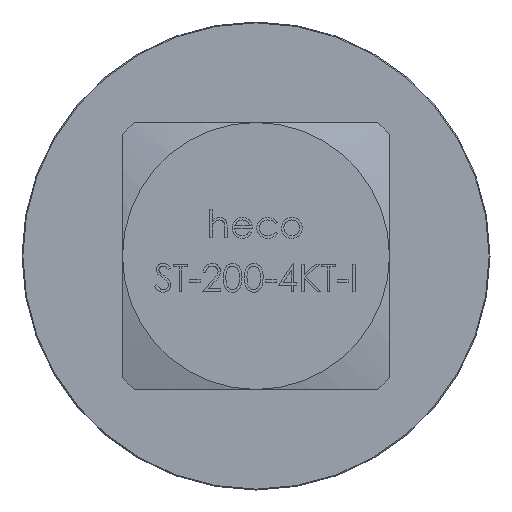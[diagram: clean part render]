
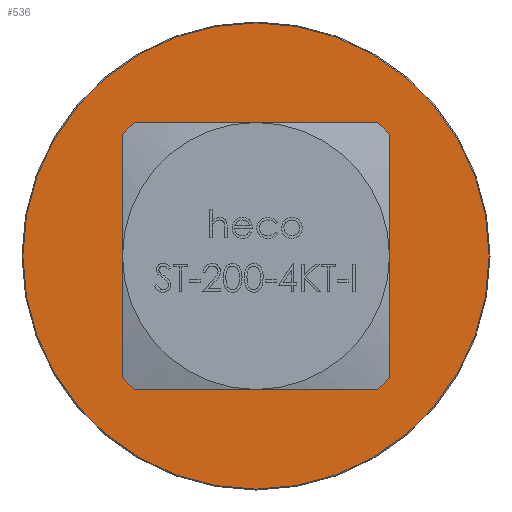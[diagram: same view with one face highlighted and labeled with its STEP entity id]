
A CAD part, front view. The second image highlights one B-rep face of the part: STEP entity #536.
In plain terms, the highlighted planar face has unit normal (0, -1, 0).
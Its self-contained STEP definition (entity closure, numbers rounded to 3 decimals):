
#20 = CARTESIAN_POINT ( 'NONE',  ( 29.693, 14., 0. ) ) ;
#43 = CIRCLE ( 'NONE', #8050, 23. ) ;
#96 = LINE ( 'NONE', #9314, #201 ) ;
#201 = VECTOR ( 'NONE', #9308, 1000. ) ;
#275 = VECTOR ( 'NONE', #6758, 1000. ) ;
#287 = LINE ( 'NONE', #6759, #275 ) ;
#481 = AXIS2_PLACEMENT_3D ( 'NONE', #5630, #5640, #5623 ) ;
#536 = ADVANCED_FACE ( 'NONE', ( #3832, #3910 ), #3022, .F. ) ;
#701 = CIRCLE ( 'NONE', #481, 29.693 ) ;
#727 = VERTEX_POINT ( 'NONE', #20 ) ;
#799 = VERTEX_POINT ( 'NONE', #8294 ) ;
#1105 = VERTEX_POINT ( 'NONE', #8390 ) ;
#1139 = VERTEX_POINT ( 'NONE', #8347 ) ;
#1141 = VERTEX_POINT ( 'NONE', #8344 ) ;
#1144 = VERTEX_POINT ( 'NONE', #8341 ) ;
#1974 = CARTESIAN_POINT ( 'NONE',  ( -15.492, 14., 17. ) ) ;
#2625 = DIRECTION ( 'NONE',  ( 0., 0., -1. ) ) ;
#2626 = CARTESIAN_POINT ( 'NONE',  ( 17., 14., -17. ) ) ;
#3019 = DIRECTION ( 'NONE',  ( 0., 0., 1. ) ) ;
#3020 = DIRECTION ( 'NONE',  ( 0., 1., 0. ) ) ;
#3021 = CARTESIAN_POINT ( 'NONE',  ( 0., 14., 0. ) ) ;
#3022 = PLANE ( 'NONE',  #3731 ) ;
#3637 = VERTEX_POINT ( 'NONE', #1974 ) ;
#3730 = EDGE_CURVE ( 'NONE', #1141, #4515, #6580, .T. ) ;
#3731 = AXIS2_PLACEMENT_3D ( 'NONE', #3021, #3020, #3019 ) ;
#3832 = FACE_OUTER_BOUND ( 'NONE', #4298, .T. ) ;
#3910 = FACE_BOUND ( 'NONE', #4222, .T. ) ;
#4025 = EDGE_CURVE ( 'NONE', #1105, #1139, #6379, .T. ) ;
#4188 = ORIENTED_EDGE ( 'NONE', *, *, #6297, .T. ) ;
#4192 = ORIENTED_EDGE ( 'NONE', *, *, #3730, .T. ) ;
#4193 = ORIENTED_EDGE ( 'NONE', *, *, #4228, .F. ) ;
#4194 = ORIENTED_EDGE ( 'NONE', *, *, #4488, .T. ) ;
#4196 = ORIENTED_EDGE ( 'NONE', *, *, #4315, .F. ) ;
#4198 = ORIENTED_EDGE ( 'NONE', *, *, #4025, .T. ) ;
#4200 = ORIENTED_EDGE ( 'NONE', *, *, #4384, .F. ) ;
#4201 = ORIENTED_EDGE ( 'NONE', *, *, #4360, .T. ) ;
#4202 = EDGE_CURVE ( 'NONE', #1141, #799, #6378, .T. ) ;
#4203 = ORIENTED_EDGE ( 'NONE', *, *, #4202, .F. ) ;
#4222 = EDGE_LOOP ( 'NONE', ( #4192, #4193, #4194, #4196, #4198, #4200, #4201, #4203 ) ) ;
#4228 = EDGE_CURVE ( 'NONE', #4518, #4515, #6447, .T. ) ;
#4298 = EDGE_LOOP ( 'NONE', ( #4188 ) ) ;
#4315 = EDGE_CURVE ( 'NONE', #1105, #1144, #6542, .T. ) ;
#4360 = EDGE_CURVE ( 'NONE', #3637, #799, #287, .T. ) ;
#4384 = EDGE_CURVE ( 'NONE', #3637, #1139, #43, .T. ) ;
#4488 = EDGE_CURVE ( 'NONE', #4518, #1144, #96, .T. ) ;
#4515 = VERTEX_POINT ( 'NONE', #9277 ) ;
#4518 = VERTEX_POINT ( 'NONE', #9364 ) ;
#5623 = DIRECTION ( 'NONE',  ( 1., 0., 0. ) ) ;
#5630 = CARTESIAN_POINT ( 'NONE',  ( 0., 14., 0. ) ) ;
#5640 = DIRECTION ( 'NONE',  ( 0., -1., 0. ) ) ;
#6297 = EDGE_CURVE ( 'NONE', #727, #727, #701, .T. ) ;
#6377 = VECTOR ( 'NONE', #6948, 1000. ) ;
#6378 = CIRCLE ( 'NONE', #7799, 23. ) ;
#6379 = LINE ( 'NONE', #6949, #6377 ) ;
#6447 = CIRCLE ( 'NONE', #7878, 23. ) ;
#6542 = CIRCLE ( 'NONE', #8039, 23. ) ;
#6580 = LINE ( 'NONE', #2626, #6582 ) ;
#6582 = VECTOR ( 'NONE', #2625, 1000. ) ;
#6662 = DIRECTION ( 'NONE',  ( 1., 0., 0. ) ) ;
#6663 = DIRECTION ( 'NONE',  ( 0., -1., 0. ) ) ;
#6665 = CARTESIAN_POINT ( 'NONE',  ( 0., 14., 0. ) ) ;
#6758 = DIRECTION ( 'NONE',  ( 1., 0., 0. ) ) ;
#6759 = CARTESIAN_POINT ( 'NONE',  ( 17., 14., 17. ) ) ;
#6948 = DIRECTION ( 'NONE',  ( 0., 0., 1. ) ) ;
#6949 = CARTESIAN_POINT ( 'NONE',  ( -17., 14., 17. ) ) ;
#7799 = AXIS2_PLACEMENT_3D ( 'NONE', #9202, #9201, #9200 ) ;
#7878 = AXIS2_PLACEMENT_3D ( 'NONE', #9160, #9159, #9158 ) ;
#8039 = AXIS2_PLACEMENT_3D ( 'NONE', #8073, #8072, #8071 ) ;
#8050 = AXIS2_PLACEMENT_3D ( 'NONE', #6665, #6663, #6662 ) ;
#8071 = DIRECTION ( 'NONE',  ( 1., 0., 0. ) ) ;
#8072 = DIRECTION ( 'NONE',  ( 0., -1., 0. ) ) ;
#8073 = CARTESIAN_POINT ( 'NONE',  ( 0., 14., 0. ) ) ;
#8294 = CARTESIAN_POINT ( 'NONE',  ( 15.492, 14., 17. ) ) ;
#8341 = CARTESIAN_POINT ( 'NONE',  ( -15.492, 14., -17. ) ) ;
#8344 = CARTESIAN_POINT ( 'NONE',  ( 17., 14., 15.492 ) ) ;
#8347 = CARTESIAN_POINT ( 'NONE',  ( -17., 14., 15.492 ) ) ;
#8390 = CARTESIAN_POINT ( 'NONE',  ( -17., 14., -15.492 ) ) ;
#9158 = DIRECTION ( 'NONE',  ( 1., 0., 0. ) ) ;
#9159 = DIRECTION ( 'NONE',  ( 0., -1., 0. ) ) ;
#9160 = CARTESIAN_POINT ( 'NONE',  ( 0., 14., 0. ) ) ;
#9200 = DIRECTION ( 'NONE',  ( 1., 0., 0. ) ) ;
#9201 = DIRECTION ( 'NONE',  ( 0., -1., 0. ) ) ;
#9202 = CARTESIAN_POINT ( 'NONE',  ( 0., 14., 0. ) ) ;
#9277 = CARTESIAN_POINT ( 'NONE',  ( 17., 14., -15.492 ) ) ;
#9308 = DIRECTION ( 'NONE',  ( -1., 0., 0. ) ) ;
#9314 = CARTESIAN_POINT ( 'NONE',  ( -17., 14., -17. ) ) ;
#9364 = CARTESIAN_POINT ( 'NONE',  ( 15.492, 14., -17. ) ) ;
